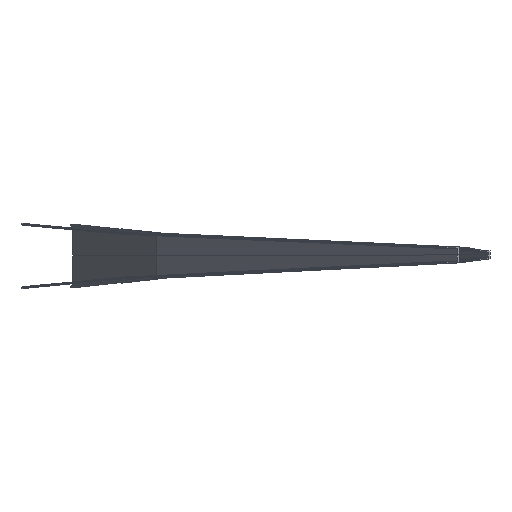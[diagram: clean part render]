
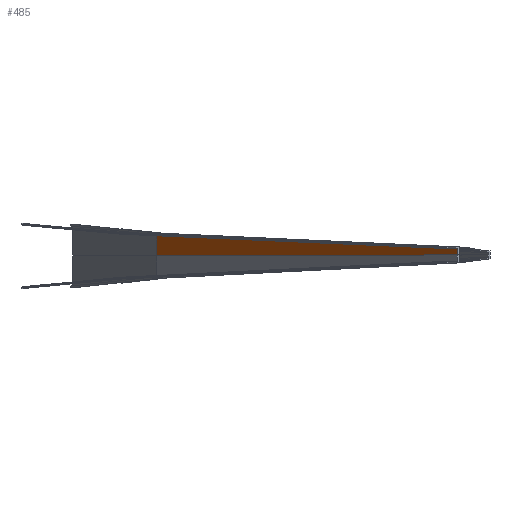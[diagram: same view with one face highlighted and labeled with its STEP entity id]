
A CAD part, top view. The second image highlights one B-rep face of the part: STEP entity #485.
In plain terms, the highlighted planar face has unit normal (-0.842, 0, 0.54).
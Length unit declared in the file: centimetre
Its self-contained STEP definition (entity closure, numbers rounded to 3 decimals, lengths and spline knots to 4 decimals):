
#85 = EDGE_CURVE ( 'NONE', #5890, #3161, #5575, .T. ) ;
#168 = AXIS2_PLACEMENT_3D ( 'NONE', #4943, #5932, #2983 ) ;
#260 = VERTEX_POINT ( 'NONE', #1597 ) ;
#485 = ADVANCED_FACE ( 'NONE', ( #1886 ), #3964, .T. ) ;
#584 = DIRECTION ( 'NONE',  ( 0., 1., 0. ) ) ;
#604 = LINE ( 'NONE', #5042, #4220 ) ;
#1037 = DIRECTION ( 'NONE',  ( 0., 1., 0. ) ) ;
#1197 = CARTESIAN_POINT ( 'NONE',  ( -649.6409, 0., 880.4225 ) ) ;
#1207 = EDGE_CURVE ( 'NONE', #260, #5508, #3651, .T. ) ;
#1597 = CARTESIAN_POINT ( 'NONE',  ( 1043.6942, 0., 3521.6901 ) ) ;
#1790 = ORIENTED_EDGE ( 'NONE', *, *, #1207, .T. ) ;
#1886 = FACE_OUTER_BOUND ( 'NONE', #1911, .T. ) ;
#1911 = EDGE_LOOP ( 'NONE', ( #2131, #5940, #1790, #5282 ) ) ;
#1978 = CARTESIAN_POINT ( 'NONE',  ( 1043.6942, 35.3748, 3521.6901 ) ) ;
#2131 = ORIENTED_EDGE ( 'NONE', *, *, #85, .F. ) ;
#2252 = LINE ( 'NONE', #3725, #5996 ) ;
#2983 = DIRECTION ( 'NONE',  ( 0., 1., 0. ) ) ;
#3161 = VERTEX_POINT ( 'NONE', #4088 ) ;
#3406 = EDGE_CURVE ( 'NONE', #5890, #260, #2252, .T. ) ;
#3651 = LINE ( 'NONE', #4514, #6103 ) ;
#3725 = CARTESIAN_POINT ( 'NONE',  ( 197.0266, 0., 2201.0563 ) ) ;
#3964 = PLANE ( 'NONE',  #168 ) ;
#3980 = CARTESIAN_POINT ( 'NONE',  ( -649.6409, 59.0114, 880.4225 ) ) ;
#4088 = CARTESIAN_POINT ( 'NONE',  ( -649.6409, 118.0229, 880.4225 ) ) ;
#4220 = VECTOR ( 'NONE', #5537, 100. ) ;
#4405 = VECTOR ( 'NONE', #1037, 100. ) ;
#4514 = CARTESIAN_POINT ( 'NONE',  ( 1043.6942, 17.6874, 3521.6901 ) ) ;
#4943 = CARTESIAN_POINT ( 'NONE',  ( -649.6409, 0., 880.4225 ) ) ;
#5042 = CARTESIAN_POINT ( 'NONE',  ( 197.0266, 76.6988, 2201.0563 ) ) ;
#5282 = ORIENTED_EDGE ( 'NONE', *, *, #6141, .F. ) ;
#5508 = VERTEX_POINT ( 'NONE', #1978 ) ;
#5537 = DIRECTION ( 'NONE',  ( 0.54, -0.026, 0.842 ) ) ;
#5575 = LINE ( 'NONE', #3980, #4405 ) ;
#5666 = DIRECTION ( 'NONE',  ( 0.54, 0., 0.842 ) ) ;
#5890 = VERTEX_POINT ( 'NONE', #1197 ) ;
#5932 = DIRECTION ( 'NONE',  ( -0.842, 0., 0.54 ) ) ;
#5940 = ORIENTED_EDGE ( 'NONE', *, *, #3406, .T. ) ;
#5996 = VECTOR ( 'NONE', #5666, 100. ) ;
#6103 = VECTOR ( 'NONE', #584, 100. ) ;
#6141 = EDGE_CURVE ( 'NONE', #3161, #5508, #604, .T. ) ;
